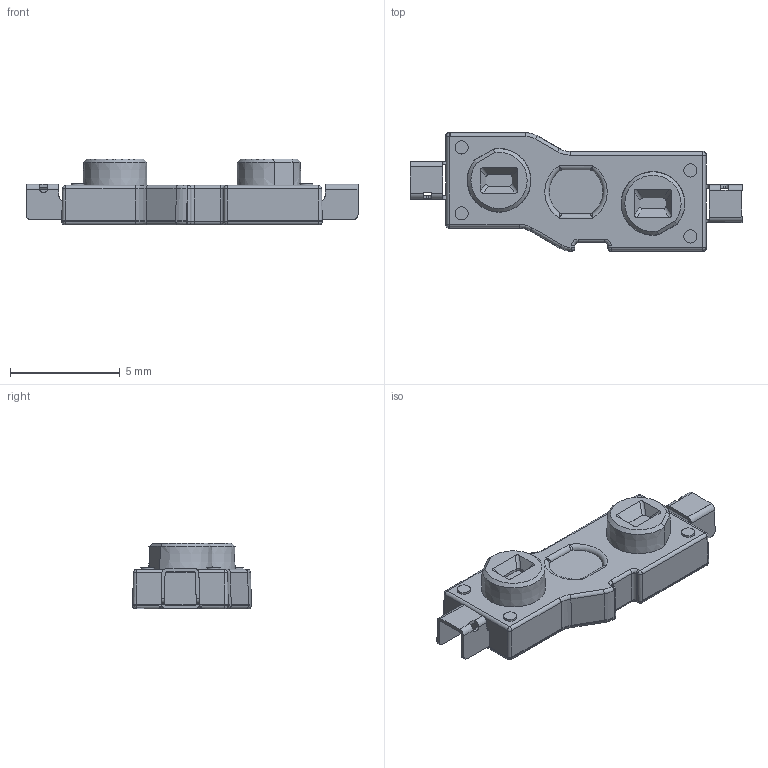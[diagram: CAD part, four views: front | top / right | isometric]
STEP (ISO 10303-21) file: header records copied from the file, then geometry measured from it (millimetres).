
FILE_DESCRIPTION(/* description */ (''),/* implementation_level */ '2;1');
FILE_NAME(/* name */ 'ks-2p02b01-02.stp',/* time_stamp */ '2023-03-14T18:11:20+08:00',/* author */ (''),/* organization */ (''),/* preprocessor_version */ 'ST-DEVELOPER v14',/* originating_system */ 'SIEMENS PLM Software NX 8.0',/* authorisation */ '');
FILE_SCHEMA (('AP203_CONFIGURATION_CONTROLLED_3D_DESIGN_OF_MECHANICAL_PARTS_AND_ASSEMBLIES_MIM_LF { 1 0 10303 403 2 1 2}'));
Length unit declared in the file: millimetre
Products named in the file (1): RD-016DC2F7Ahmfr
Bounding box: 15.1 x 5.39 x 3 mm (x, y, z)
Volume: 102.9 mm3; surface area: 242.6 mm2
Topology: 1 solids, 1 shells, 471 faces, 1297 edges, 826 vertices
Faces by surface type: plane 271, cylinder 119, extrusion 38, bspline 17, torus 14, sphere 8, cone 4
Full cylindrical faces by diameter (mm): 0.6 x4
Entity records: 16228 total; most frequent: CARTESIAN_POINT 4410, ORIENTED_EDGE 2546, DIRECTION 2245, EDGE_CURVE 1273, VECTOR 887, LINE 849, VERTEX_POINT 821, AXIS2_PLACEMENT_3D 679
